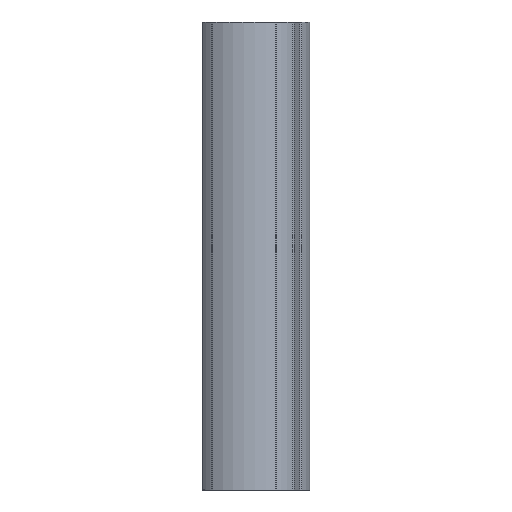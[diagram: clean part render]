
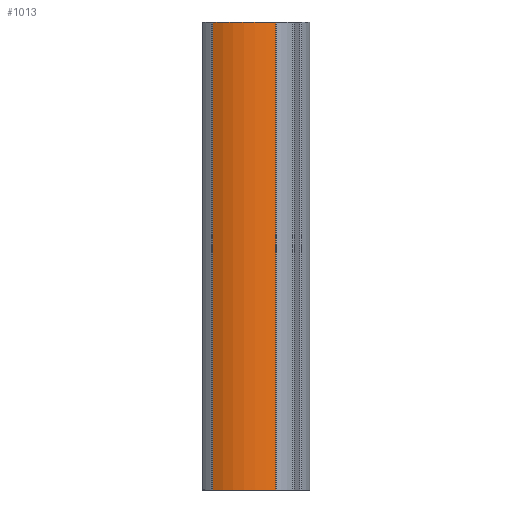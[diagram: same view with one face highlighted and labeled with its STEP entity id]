
A CAD part, left-side view. The second image highlights one B-rep face of the part: STEP entity #1013.
In plain terms, the highlighted cylindrical face has radius 14 mm (diameter 28 mm), a partial arc.
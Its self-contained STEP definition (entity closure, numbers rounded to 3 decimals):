
#85=FACE_OUTER_BOUND('',#139,.T.);
#139=EDGE_LOOP('',(#909,#910,#911,#912));
#212=LINE('',#1670,#306);
#234=LINE('',#1750,#328);
#306=VECTOR('',#1346,10.);
#328=VECTOR('',#1440,10.);
#368=CIRCLE('',#1100,14.);
#383=CIRCLE('',#1131,14.);
#462=VERTEX_POINT('',#1654);
#463=VERTEX_POINT('',#1656);
#468=VERTEX_POINT('',#1667);
#483=VERTEX_POINT('',#1728);
#587=EDGE_CURVE('',#462,#463,#368,.T.);
#594=EDGE_CURVE('',#468,#463,#212,.T.);
#623=EDGE_CURVE('',#468,#483,#383,.T.);
#634=EDGE_CURVE('',#483,#462,#234,.T.);
#909=ORIENTED_EDGE('',*,*,#594,.T.);
#910=ORIENTED_EDGE('',*,*,#587,.F.);
#911=ORIENTED_EDGE('',*,*,#634,.F.);
#912=ORIENTED_EDGE('',*,*,#623,.F.);
#963=CYLINDRICAL_SURFACE('',#1141,14.);
#1013=ADVANCED_FACE('',(#85),#963,.T.);
#1100=AXIS2_PLACEMENT_3D('',#1657,#1332,#1333);
#1131=AXIS2_PLACEMENT_3D('',#1729,#1415,#1416);
#1141=AXIS2_PLACEMENT_3D('',#1749,#1438,#1439);
#1332=DIRECTION('center_axis',(0.,0.,-1.));
#1333=DIRECTION('ref_axis',(-1.,0.,0.));
#1346=DIRECTION('',(0.,0.,-1.));
#1415=DIRECTION('center_axis',(0.,0.,1.));
#1416=DIRECTION('ref_axis',(-1.,0.,0.));
#1438=DIRECTION('center_axis',(0.,0.,1.));
#1439=DIRECTION('ref_axis',(-1.,0.,0.));
#1440=DIRECTION('',(0.,0.,-1.));
#1654=CARTESIAN_POINT('',(-12.299,-6.689,0.));
#1656=CARTESIAN_POINT('',(-12.251,6.776,0.));
#1657=CARTESIAN_POINT('Origin',(0.,0.,0.));
#1667=CARTESIAN_POINT('',(-12.251,6.776,100.));
#1670=CARTESIAN_POINT('',(-12.251,6.776,100.));
#1728=CARTESIAN_POINT('',(-12.299,-6.689,100.));
#1729=CARTESIAN_POINT('Origin',(0.,0.,100.));
#1749=CARTESIAN_POINT('Origin',(0.,0.,0.));
#1750=CARTESIAN_POINT('',(-12.299,-6.689,100.));
